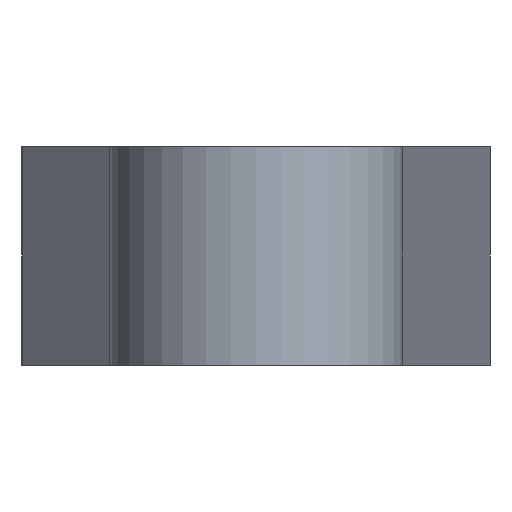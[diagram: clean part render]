
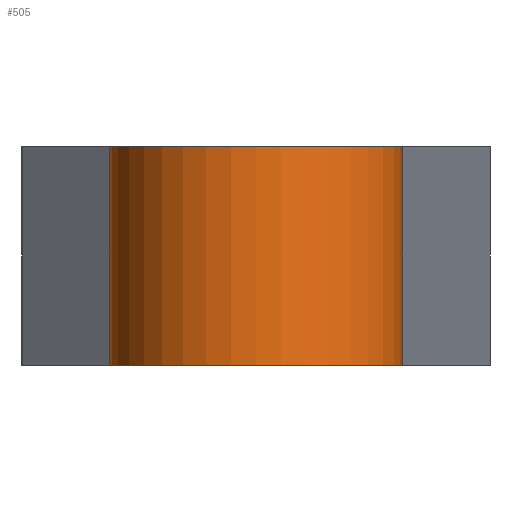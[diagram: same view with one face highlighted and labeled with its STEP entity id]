
A CAD part, front view. The second image highlights one B-rep face of the part: STEP entity #505.
In plain terms, the highlighted cylindrical face has radius 9.402 mm (diameter 18.804 mm), a partial arc.
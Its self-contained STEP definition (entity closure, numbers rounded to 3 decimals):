
#447=CARTESIAN_POINT('',(9.402,-35.155,0.0));
#448=VERTEX_POINT('',#447);
#456=CARTESIAN_POINT('',(9.402,-35.155,14.));
#457=VERTEX_POINT('',#456);
#464=CARTESIAN_POINT('',(9.402,-35.155,0.0));
#465=DIRECTION('',(0.0,0.0,1.0));
#466=VECTOR('',#465,14.);
#467=LINE('',#464,#466);
#468=EDGE_CURVE('',#448,#457,#467,.T.);
#473=CARTESIAN_POINT('',(0.,-35.155,0.0));
#474=DIRECTION('',(0.0,0.0,1.0));
#475=DIRECTION('',(-1.0,0.,0.0));
#476=AXIS2_PLACEMENT_3D('',#473,#474,#475);
#477=CYLINDRICAL_SURFACE('',#476,9.402);
#478=CARTESIAN_POINT('',(-9.402,-35.155,0.0));
#479=VERTEX_POINT('',#478);
#480=CARTESIAN_POINT('',(0.,-35.155,0.0));
#481=DIRECTION('',(0.0,0.0,1.0));
#482=DIRECTION('',(-1.0,0.,0.0));
#483=AXIS2_PLACEMENT_3D('',#480,#481,#482);
#484=CIRCLE('',#483,9.402);
#485=EDGE_CURVE('',#479,#448,#484,.T.);
#486=ORIENTED_EDGE('',*,*,#485,.T.);
#487=ORIENTED_EDGE('',*,*,#468,.T.);
#488=CARTESIAN_POINT('',(-9.402,-35.155,14.));
#489=VERTEX_POINT('',#488);
#490=CARTESIAN_POINT('',(0.,-35.155,14.));
#491=DIRECTION('',(0.0,0.0,1.0));
#492=DIRECTION('',(-1.0,0.,0.0));
#493=AXIS2_PLACEMENT_3D('',#490,#491,#492);
#494=CIRCLE('',#493,9.402);
#495=EDGE_CURVE('',#489,#457,#494,.T.);
#496=ORIENTED_EDGE('',*,*,#495,.F.);
#497=CARTESIAN_POINT('',(-9.402,-35.155,0.0));
#498=DIRECTION('',(0.0,0.0,1.0));
#499=VECTOR('',#498,14.);
#500=LINE('',#497,#499);
#501=EDGE_CURVE('',#479,#489,#500,.T.);
#502=ORIENTED_EDGE('',*,*,#501,.F.);
#503=EDGE_LOOP('',(#486,#487,#496,#502));
#504=FACE_OUTER_BOUND('',#503,.T.);
#505=ADVANCED_FACE('',(#504),#477,.T.);
